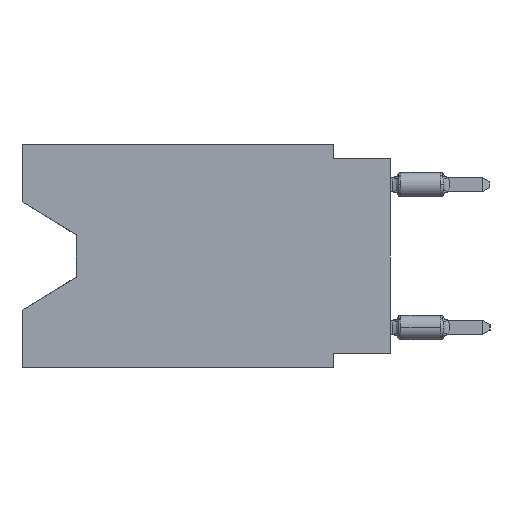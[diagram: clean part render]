
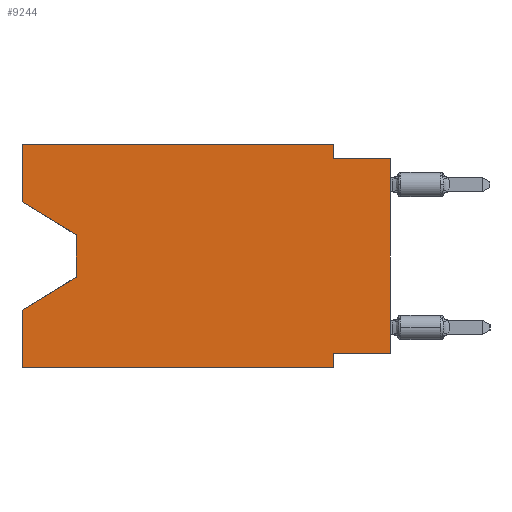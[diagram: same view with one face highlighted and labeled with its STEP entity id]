
A CAD part, left-side view. The second image highlights one B-rep face of the part: STEP entity #9244.
In plain terms, the highlighted planar face has unit normal (-1, 0, 0).
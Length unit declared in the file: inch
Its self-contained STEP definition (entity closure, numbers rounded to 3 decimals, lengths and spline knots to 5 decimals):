
#380 = ORIENTED_EDGE ( 'NONE', *, *, #6419, .T. ) ;
#574 = VECTOR ( 'NONE', #16447, 39.37008 ) ;
#789 = CARTESIAN_POINT ( 'NONE',  ( 0., 0.1, -0.39 ) ) ;
#1032 = CARTESIAN_POINT ( 'NONE',  ( 0., 0.55, -0.158 ) ) ;
#1158 = VERTEX_POINT ( 'NONE', #8259 ) ;
#1287 = DIRECTION ( 'NONE',  ( 0., 0., -1. ) ) ;
#2544 = EDGE_CURVE ( 'NONE', #5525, #12201, #8798, .T. ) ;
#2644 = VECTOR ( 'NONE', #7864, 39.37008 ) ;
#2717 = VERTEX_POINT ( 'NONE', #12392 ) ;
#3120 = PLANE ( 'NONE',  #4383 ) ;
#3937 = VECTOR ( 'NONE', #18211, 39.37008 ) ;
#4168 = ORIENTED_EDGE ( 'NONE', *, *, #19825, .T. ) ;
#4260 = LINE ( 'NONE', #5683, #21396 ) ;
#4371 = ORIENTED_EDGE ( 'NONE', *, *, #2544, .F. ) ;
#4383 = AXIS2_PLACEMENT_3D ( 'NONE', #4753, #11376, #1287 ) ;
#4526 = EDGE_CURVE ( 'NONE', #16181, #5525, #9949, .T. ) ;
#4729 = VECTOR ( 'NONE', #18180, 39.37008 ) ;
#4750 = VECTOR ( 'NONE', #8997, 39.37008 ) ;
#4753 = CARTESIAN_POINT ( 'NONE',  ( 0., 0.645, 0. ) ) ;
#5030 = EDGE_CURVE ( 'NONE', #1158, #12583, #15697, .T. ) ;
#5182 = EDGE_CURVE ( 'NONE', #18758, #11368, #14711, .T. ) ;
#5491 = DIRECTION ( 'NONE',  ( 0., 0., -1. ) ) ;
#5525 = VERTEX_POINT ( 'NONE', #17408 ) ;
#5683 = CARTESIAN_POINT ( 'NONE',  ( 0., 0.55, -0.158 ) ) ;
#5906 = CARTESIAN_POINT ( 'NONE',  ( 0., 0.1, 0. ) ) ;
#5951 = CARTESIAN_POINT ( 'NONE',  ( 0., 0., -0.025 ) ) ;
#6207 = ORIENTED_EDGE ( 'NONE', *, *, #4526, .F. ) ;
#6251 = CARTESIAN_POINT ( 'NONE',  ( 0., 0.645, -0.39 ) ) ;
#6419 = EDGE_CURVE ( 'NONE', #1158, #2717, #11131, .T. ) ;
#6459 = CARTESIAN_POINT ( 'NONE',  ( 0., 0.55, -0.232 ) ) ;
#6517 = DIRECTION ( 'NONE',  ( 0., -1., 0. ) ) ;
#6819 = ORIENTED_EDGE ( 'NONE', *, *, #5030, .F. ) ;
#6830 = ORIENTED_EDGE ( 'NONE', *, *, #21404, .T. ) ;
#6885 = VECTOR ( 'NONE', #8406, 39.37008 ) ;
#7177 = DIRECTION ( 'NONE',  ( 0., 0., -1. ) ) ;
#7486 = VECTOR ( 'NONE', #7177, 39.37008 ) ;
#7863 = CARTESIAN_POINT ( 'NONE',  ( 0., 0.1, 0. ) ) ;
#7864 = DIRECTION ( 'NONE',  ( 0., -0.855, -0.519 ) ) ;
#8259 = CARTESIAN_POINT ( 'NONE',  ( 0., 0.645, -0.39 ) ) ;
#8350 = LINE ( 'NONE', #11405, #3937 ) ;
#8386 = CARTESIAN_POINT ( 'NONE',  ( 0., 0.645, -0.28975 ) ) ;
#8406 = DIRECTION ( 'NONE',  ( 0., 0., 1. ) ) ;
#8753 = EDGE_CURVE ( 'NONE', #16693, #16181, #14660, .T. ) ;
#8798 = LINE ( 'NONE', #18565, #12253 ) ;
#8864 = CARTESIAN_POINT ( 'NONE',  ( 0., 0.645, 0. ) ) ;
#8997 = DIRECTION ( 'NONE',  ( 0., 0., 1. ) ) ;
#9244 = ADVANCED_FACE ( 'NONE', ( #21210 ), #3120, .F. ) ;
#9284 = ORIENTED_EDGE ( 'NONE', *, *, #21018, .F. ) ;
#9307 = CARTESIAN_POINT ( 'NONE',  ( 0., 0.645, -0.10025 ) ) ;
#9470 = CARTESIAN_POINT ( 'NONE',  ( 0., 0., -0.365 ) ) ;
#9949 = LINE ( 'NONE', #7863, #4729 ) ;
#10894 = ORIENTED_EDGE ( 'NONE', *, *, #11124, .T. ) ;
#10962 = EDGE_CURVE ( 'NONE', #18758, #16693, #11558, .T. ) ;
#11124 = EDGE_CURVE ( 'NONE', #11368, #14742, #4260, .T. ) ;
#11131 = LINE ( 'NONE', #6251, #574 ) ;
#11368 = VERTEX_POINT ( 'NONE', #1032 ) ;
#11376 = DIRECTION ( 'NONE',  ( 1., 0., 0. ) ) ;
#11405 = CARTESIAN_POINT ( 'NONE',  ( 0., 0., 0. ) ) ;
#11558 = LINE ( 'NONE', #18396, #6885 ) ;
#12112 = LINE ( 'NONE', #9470, #20302 ) ;
#12201 = VERTEX_POINT ( 'NONE', #5951 ) ;
#12253 = VECTOR ( 'NONE', #16969, 39.37008 ) ;
#12392 = CARTESIAN_POINT ( 'NONE',  ( 0., 0.1, -0.39 ) ) ;
#12583 = VERTEX_POINT ( 'NONE', #8386 ) ;
#12709 = EDGE_LOOP ( 'NONE', ( #18011, #10894, #6830, #6819, #380, #17852, #9284, #4168, #4371, #6207, #15595, #18409 ) ) ;
#12712 = VECTOR ( 'NONE', #6517, 39.37008 ) ;
#14660 = LINE ( 'NONE', #14768, #12712 ) ;
#14711 = LINE ( 'NONE', #9307, #2644 ) ;
#14742 = VERTEX_POINT ( 'NONE', #6459 ) ;
#14768 = CARTESIAN_POINT ( 'NONE',  ( 0., 0.645, 0. ) ) ;
#14784 = VECTOR ( 'NONE', #18578, 39.37008 ) ;
#15069 = CARTESIAN_POINT ( 'NONE',  ( 0., 0.1, -0.365 ) ) ;
#15428 = LINE ( 'NONE', #789, #7486 ) ;
#15519 = VERTEX_POINT ( 'NONE', #15069 ) ;
#15595 = ORIENTED_EDGE ( 'NONE', *, *, #8753, .F. ) ;
#15697 = LINE ( 'NONE', #8864, #4750 ) ;
#16181 = VERTEX_POINT ( 'NONE', #5906 ) ;
#16447 = DIRECTION ( 'NONE',  ( 0., -1., 0. ) ) ;
#16693 = VERTEX_POINT ( 'NONE', #18900 ) ;
#16969 = DIRECTION ( 'NONE',  ( 0., -1., 0. ) ) ;
#17071 = CARTESIAN_POINT ( 'NONE',  ( 0., 0.55, -0.232 ) ) ;
#17408 = CARTESIAN_POINT ( 'NONE',  ( 0., 0.1, -0.025 ) ) ;
#17610 = DIRECTION ( 'NONE',  ( 0., 1., 0. ) ) ;
#17852 = ORIENTED_EDGE ( 'NONE', *, *, #21333, .F. ) ;
#18011 = ORIENTED_EDGE ( 'NONE', *, *, #5182, .T. ) ;
#18180 = DIRECTION ( 'NONE',  ( 0., 0., -1. ) ) ;
#18211 = DIRECTION ( 'NONE',  ( 0., 0., 1. ) ) ;
#18340 = CARTESIAN_POINT ( 'NONE',  ( 0., 0., -0.365 ) ) ;
#18396 = CARTESIAN_POINT ( 'NONE',  ( 0., 0.645, 0. ) ) ;
#18409 = ORIENTED_EDGE ( 'NONE', *, *, #10962, .F. ) ;
#18565 = CARTESIAN_POINT ( 'NONE',  ( 0., 0., -0.025 ) ) ;
#18578 = DIRECTION ( 'NONE',  ( 0., 0.855, -0.519 ) ) ;
#18758 = VERTEX_POINT ( 'NONE', #20172 ) ;
#18900 = CARTESIAN_POINT ( 'NONE',  ( 0., 0.645, 0. ) ) ;
#19723 = VERTEX_POINT ( 'NONE', #18340 ) ;
#19825 = EDGE_CURVE ( 'NONE', #19723, #12201, #8350, .T. ) ;
#20172 = CARTESIAN_POINT ( 'NONE',  ( 0., 0.645, -0.10025 ) ) ;
#20198 = LINE ( 'NONE', #17071, #14784 ) ;
#20302 = VECTOR ( 'NONE', #17610, 39.37008 ) ;
#21018 = EDGE_CURVE ( 'NONE', #19723, #15519, #12112, .T. ) ;
#21210 = FACE_OUTER_BOUND ( 'NONE', #12709, .T. ) ;
#21333 = EDGE_CURVE ( 'NONE', #15519, #2717, #15428, .T. ) ;
#21396 = VECTOR ( 'NONE', #5491, 39.37008 ) ;
#21404 = EDGE_CURVE ( 'NONE', #14742, #12583, #20198, .T. ) ;
